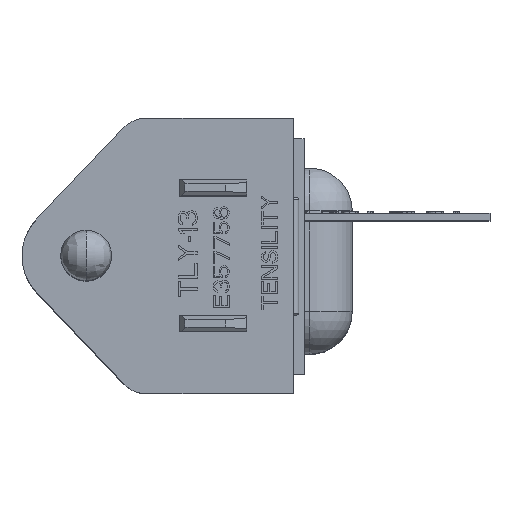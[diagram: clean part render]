
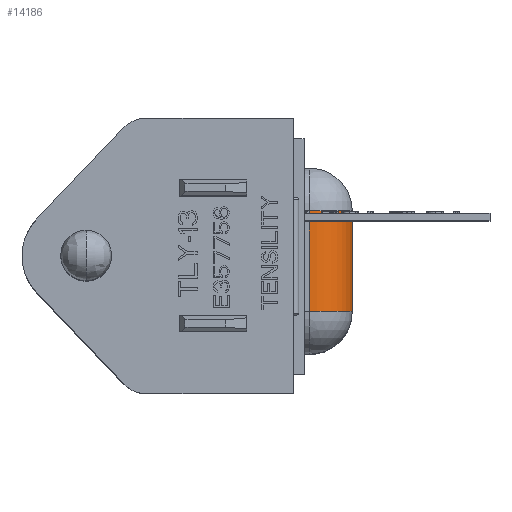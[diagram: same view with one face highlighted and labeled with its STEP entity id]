
A CAD part, top view. The second image highlights one B-rep face of the part: STEP entity #14186.
In plain terms, the highlighted cylindrical face has radius 4 mm (diameter 8 mm), a partial arc.
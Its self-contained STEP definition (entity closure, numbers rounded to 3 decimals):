
#2338 = DIRECTION ( 'NONE',  ( 0., 1., 0. ) ) ;
#8134 = VERTEX_POINT ( 'NONE', #15640 ) ;
#9832 = CIRCLE ( 'NONE', #33596, 4. ) ;
#10310 = CARTESIAN_POINT ( 'NONE',  ( 13., 4.7, -21.5 ) ) ;
#11347 = EDGE_LOOP ( 'NONE', ( #38695, #51589, #20869, #38278 ) ) ;
#11522 = VERTEX_POINT ( 'NONE', #24845 ) ;
#12112 = DIRECTION ( 'NONE',  ( 0., -1., 0. ) ) ;
#12223 = CARTESIAN_POINT ( 'NONE',  ( 9., -8.7, -25.5 ) ) ;
#14186 = ADVANCED_FACE ( 'NONE', ( #19480 ), #46823, .T. ) ;
#14372 = DIRECTION ( 'NONE',  ( 0., 0., 1. ) ) ;
#14884 = DIRECTION ( 'NONE',  ( 0., 1., 0. ) ) ;
#15640 = CARTESIAN_POINT ( 'NONE',  ( 13., -4.7, -21.5 ) ) ;
#16785 = CARTESIAN_POINT ( 'NONE',  ( 9., 4.7, -25.5 ) ) ;
#19480 = FACE_OUTER_BOUND ( 'NONE', #11347, .T. ) ;
#19610 = CARTESIAN_POINT ( 'NONE',  ( 9., -8.7, -21.5 ) ) ;
#20869 = ORIENTED_EDGE ( 'NONE', *, *, #42462, .F. ) ;
#22388 = CARTESIAN_POINT ( 'NONE',  ( 13., 8.7, -21.5 ) ) ;
#22788 = AXIS2_PLACEMENT_3D ( 'NONE', #19610, #12112, #33431 ) ;
#24021 = VERTEX_POINT ( 'NONE', #10310 ) ;
#24845 = CARTESIAN_POINT ( 'NONE',  ( 9., -4.7, -25.5 ) ) ;
#26448 = DIRECTION ( 'NONE',  ( 0., 1., 0. ) ) ;
#27280 = LINE ( 'NONE', #22388, #40289 ) ;
#30975 = CARTESIAN_POINT ( 'NONE',  ( 9., 4.7, -21.5 ) ) ;
#32775 = EDGE_CURVE ( 'NONE', #36986, #11522, #49667, .T. ) ;
#33431 = DIRECTION ( 'NONE',  ( 0., 0., -1. ) ) ;
#33596 = AXIS2_PLACEMENT_3D ( 'NONE', #30975, #26448, #14372 ) ;
#36986 = VERTEX_POINT ( 'NONE', #16785 ) ;
#38278 = ORIENTED_EDGE ( 'NONE', *, *, #49165, .F. ) ;
#38695 = ORIENTED_EDGE ( 'NONE', *, *, #53105, .T. ) ;
#40289 = VECTOR ( 'NONE', #2338, 1000. ) ;
#42462 = EDGE_CURVE ( 'NONE', #24021, #36986, #9832, .T. ) ;
#45168 = DIRECTION ( 'NONE',  ( 0., -1., 0. ) ) ;
#46823 = CYLINDRICAL_SURFACE ( 'NONE', #22788, 4. ) ;
#47716 = VECTOR ( 'NONE', #45168, 1000. ) ;
#48733 = DIRECTION ( 'NONE',  ( 0., 0., -1. ) ) ;
#49165 = EDGE_CURVE ( 'NONE', #8134, #24021, #27280, .T. ) ;
#49596 = CIRCLE ( 'NONE', #52580, 4. ) ;
#49667 = LINE ( 'NONE', #12223, #47716 ) ;
#51589 = ORIENTED_EDGE ( 'NONE', *, *, #32775, .F. ) ;
#52524 = CARTESIAN_POINT ( 'NONE',  ( 9., -4.7, -21.5 ) ) ;
#52580 = AXIS2_PLACEMENT_3D ( 'NONE', #52524, #14884, #48733 ) ;
#53105 = EDGE_CURVE ( 'NONE', #8134, #11522, #49596, .T. ) ;
